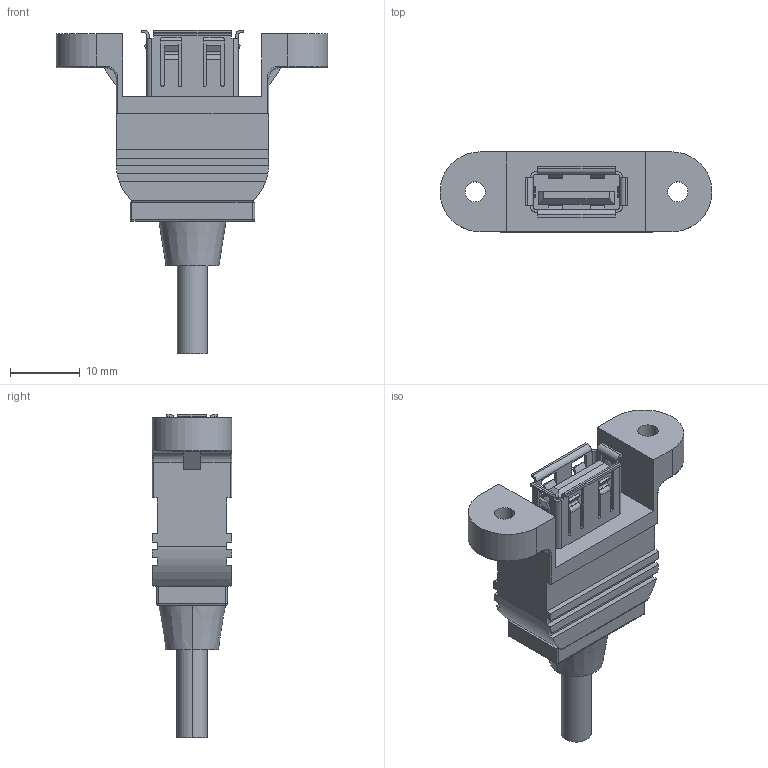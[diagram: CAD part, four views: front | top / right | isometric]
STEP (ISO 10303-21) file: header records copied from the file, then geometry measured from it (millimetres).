
FILE_DESCRIPTION (( 'STEP AP214' ), '1' );
FILE_NAME ('USB Type A - panel mount.STEP', '2016-06-06T23:25:51', ( '' ), ( '' ), 'SwSTEP 2.0', 'SolidWorks 2016', '' );
FILE_SCHEMA (( 'AUTOMOTIVE_DESIGN' ));
Length unit declared in the file: millimetre
Products named in the file (1): USB Type A - panel mount
Bounding box: 39.13 x 11.51 x 46.58 mm (x, y, z)
Volume: 5848.8 mm3; surface area: 3961.4 mm2
Topology: 1 solids, 1 shells, 263 faces, 748 edges, 486 vertices
Faces by surface type: plane 154, cylinder 97, torus 6, sphere 4, cone 2
Entity records: 10372 total; most frequent: CARTESIAN_POINT 1520, ORIENTED_EDGE 1488, DIRECTION 1480, EDGE_CURVE 744, VECTOR 524, LINE 524, VERTEX_POINT 486, AXIS2_PLACEMENT_3D 478
